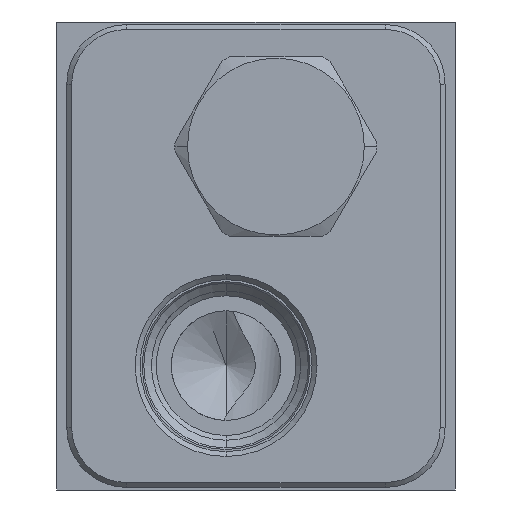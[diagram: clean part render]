
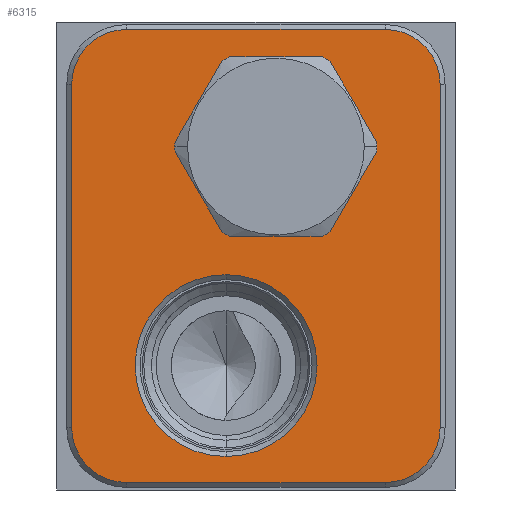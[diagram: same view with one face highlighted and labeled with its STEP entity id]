
A CAD part, front view. The second image highlights one B-rep face of the part: STEP entity #6315.
In plain terms, the highlighted planar face has unit normal (0, -1, 0).
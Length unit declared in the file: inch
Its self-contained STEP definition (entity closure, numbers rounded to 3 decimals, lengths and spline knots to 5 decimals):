
#315=CARTESIAN_POINT('',(2.062,-5.562,2.547));
#316=DIRECTION('',(0.,1.,0.));
#317=DIRECTION('',(0.,0.,1.));
#318=AXIS2_PLACEMENT_3D('',#315,#316,#317);
#329=CARTESIAN_POINT('',(1.062,-5.562,0.781));
#330=DIRECTION('',(0.,1.,0.));
#331=DIRECTION('',(0.,0.,-1.));
#332=AXIS2_PLACEMENT_3D('',#329,#330,#331);
#334=CARTESIAN_POINT('',(1.062,-5.562,0.781));
#335=DIRECTION('',(0.,1.,0.));
#336=DIRECTION('',(0.,0.,1.));
#337=AXIS2_PLACEMENT_3D('',#334,#335,#336);
#339=CARTESIAN_POINT('',(1.375,-5.562,2.156));
#340=DIRECTION('',(0.,1.,0.));
#341=DIRECTION('',(0.,0.,-1.));
#342=AXIS2_PLACEMENT_3D('',#339,#340,#341);
#344=CARTESIAN_POINT('',(1.375,-5.562,2.156));
#345=DIRECTION('',(0.,1.,0.));
#346=DIRECTION('',(0.,0.,1.));
#347=AXIS2_PLACEMENT_3D('',#344,#345,#346);
#5472=DIRECTION('',(0.,0.,-1.));
#5473=VECTOR('',#5472,2.156);
#5474=CARTESIAN_POINT('',(2.406,-5.562,2.547));
#5475=LINE('',#5474,#5473);
#5492=CARTESIAN_POINT('',(2.062,-5.562,0.391));
#5493=DIRECTION('',(0.,1.,0.));
#5494=DIRECTION('',(1.,0.,0.));
#5495=AXIS2_PLACEMENT_3D('',#5492,#5493,#5494);
#5510=DIRECTION('',(-1.,0.,0.));
#5511=VECTOR('',#5510,1.625);
#5512=CARTESIAN_POINT('',(2.062,-5.562,0.047));
#5513=LINE('',#5512,#5511);
#5526=CARTESIAN_POINT('',(0.437,-5.562,0.391));
#5527=DIRECTION('',(0.,1.,0.));
#5528=DIRECTION('',(0.,0.,-1.));
#5529=AXIS2_PLACEMENT_3D('',#5526,#5527,#5528);
#5540=DIRECTION('',(0.,0.,1.));
#5541=VECTOR('',#5540,2.156);
#5542=CARTESIAN_POINT('',(0.093,-5.562,0.391));
#5543=LINE('',#5542,#5541);
#5560=CARTESIAN_POINT('',(0.437,-5.562,2.547));
#5561=DIRECTION('',(0.,1.,0.));
#5562=DIRECTION('',(-1.,0.,0.));
#5563=AXIS2_PLACEMENT_3D('',#5560,#5561,#5562);
#5574=DIRECTION('',(1.,0.,0.));
#5575=VECTOR('',#5574,1.625);
#5576=CARTESIAN_POINT('',(0.437,-5.562,2.891));
#5577=LINE('',#5576,#5575);
#5845=CARTESIAN_POINT('',(1.062,-5.562,1.352));
#5846=VERTEX_POINT('',#5845);
#5855=CARTESIAN_POINT('',(1.062,-5.562,
0.21));
#5856=VERTEX_POINT('',#5855);
#5914=CARTESIAN_POINT('',(1.375,-5.562,1.616));
#5915=CARTESIAN_POINT('',(1.375,-5.562,2.696));
#5916=VERTEX_POINT('',#5914);
#5917=VERTEX_POINT('',#5915);
#5958=CARTESIAN_POINT('',(2.062,-5.562,0.047));
#5959=CARTESIAN_POINT('',(0.437,-5.562,0.047));
#5960=VERTEX_POINT('',#5958);
#5961=VERTEX_POINT('',#5959);
#5966=CARTESIAN_POINT('',(0.093,-5.562,0.391));
#5967=VERTEX_POINT('',#5966);
#5970=CARTESIAN_POINT('',(0.093,-5.562,2.547));
#5971=VERTEX_POINT('',#5970);
#5974=CARTESIAN_POINT('',(0.437,-5.562,2.891));
#5975=VERTEX_POINT('',#5974);
#5978=CARTESIAN_POINT('',(2.062,-5.562,2.891));
#5979=VERTEX_POINT('',#5978);
#5982=CARTESIAN_POINT('',(2.406,-5.562,2.547));
#5983=VERTEX_POINT('',#5982);
#5986=CARTESIAN_POINT('',(2.406,-5.562,0.391));
#5987=VERTEX_POINT('',#5986);
#6281=CARTESIAN_POINT('',(0.,-5.562,0.));
#6282=DIRECTION('',(0.,-1.,0.));
#6283=DIRECTION('',(1.,0.,0.));
#6284=AXIS2_PLACEMENT_3D('',#6281,#6282,#6283);
#6285=PLANE('',#6284);
#6286=ORIENTED_EDGE('',*,*,#6271,.T.);
#6288=ORIENTED_EDGE('',*,*,#6287,.T.);
#6290=ORIENTED_EDGE('',*,*,#6289,.T.);
#6292=ORIENTED_EDGE('',*,*,#6291,.T.);
#6294=ORIENTED_EDGE('',*,*,#6293,.T.);
#6296=ORIENTED_EDGE('',*,*,#6295,.T.);
#6298=ORIENTED_EDGE('',*,*,#6297,.T.);
#6300=ORIENTED_EDGE('',*,*,#6299,.T.);
#6301=EDGE_LOOP('',(#6286,#6288,#6290,#6292,#6294,#6296,#6298,#6300));
#6302=FACE_OUTER_BOUND('',#6301,.F.);
#6304=ORIENTED_EDGE('',*,*,#6303,.F.);
#6306=ORIENTED_EDGE('',*,*,#6305,.F.);
#6307=EDGE_LOOP('',(#6304,#6306));
#6308=FACE_BOUND('',#6307,.F.);
#6310=ORIENTED_EDGE('',*,*,#6309,.F.);
#6312=ORIENTED_EDGE('',*,*,#6311,.F.);
#6313=EDGE_LOOP('',(#6310,#6312));
#6314=FACE_BOUND('',#6313,.F.);
#6315=ADVANCED_FACE('',(#6302,#6308,#6314),#6285,.T.);
#319=CIRCLE('',#318,0.344);
#333=CIRCLE('',#332,0.571);
#338=CIRCLE('',#337,0.571);
#343=CIRCLE('',#342,0.54);
#348=CIRCLE('',#347,0.54);
#5496=CIRCLE('',#5495,0.344);
#5530=CIRCLE('',#5529,0.344);
#5564=CIRCLE('',#5563,0.344);
#6271=EDGE_CURVE('',#5979,#5983,#319,.T.);
#6287=EDGE_CURVE('',#5983,#5987,#5475,.T.);
#6289=EDGE_CURVE('',#5987,#5960,#5496,.T.);
#6291=EDGE_CURVE('',#5960,#5961,#5513,.T.);
#6293=EDGE_CURVE('',#5961,#5967,#5530,.T.);
#6295=EDGE_CURVE('',#5967,#5971,#5543,.T.);
#6297=EDGE_CURVE('',#5971,#5975,#5564,.T.);
#6299=EDGE_CURVE('',#5975,#5979,#5577,.T.);
#6303=EDGE_CURVE('',#5916,#5917,#343,.T.);
#6305=EDGE_CURVE('',#5917,#5916,#348,.T.);
#6309=EDGE_CURVE('',#5856,#5846,#333,.T.);
#6311=EDGE_CURVE('',#5846,#5856,#338,.T.);
